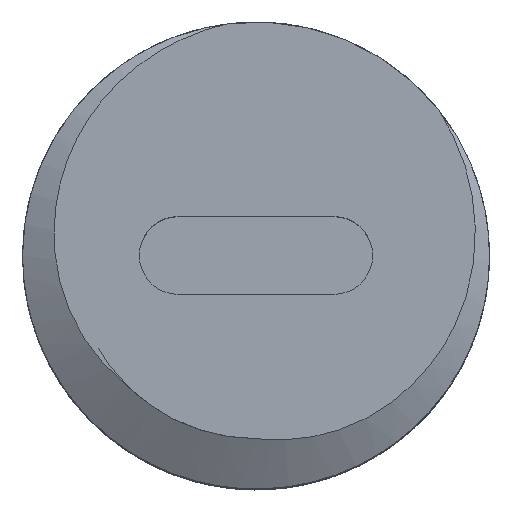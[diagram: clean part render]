
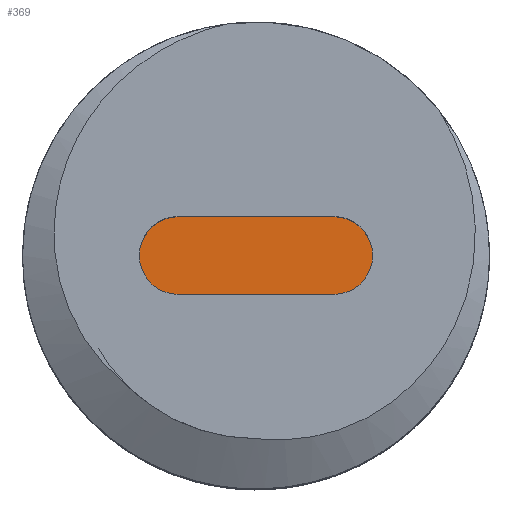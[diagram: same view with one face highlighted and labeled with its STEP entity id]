
A CAD part, top view. The second image highlights one B-rep face of the part: STEP entity #369.
In plain terms, the highlighted planar face has unit normal (0, 0, 1).
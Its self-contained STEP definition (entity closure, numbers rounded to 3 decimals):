
#24=PLANE('',#416);
#41=FACE_OUTER_BOUND('',#62,.T.);
#62=EDGE_LOOP('',(#289,#290,#291,#292));
#73=CIRCLE('',#411,0.5);
#75=CIRCLE('',#415,0.5);
#116=LINE('',#2539,#134);
#121=LINE('',#2552,#139);
#134=VECTOR('',#463,10.);
#139=VECTOR('',#476,10.);
#165=VERTEX_POINT('',#2536);
#166=VERTEX_POINT('',#2538);
#168=VERTEX_POINT('',#2544);
#170=VERTEX_POINT('',#2550);
#211=EDGE_CURVE('',#165,#166,#116,.T.);
#215=EDGE_CURVE('',#168,#165,#73,.T.);
#218=EDGE_CURVE('',#170,#168,#121,.T.);
#220=EDGE_CURVE('',#166,#170,#75,.T.);
#289=ORIENTED_EDGE('',*,*,#220,.F.);
#290=ORIENTED_EDGE('',*,*,#211,.F.);
#291=ORIENTED_EDGE('',*,*,#215,.F.);
#292=ORIENTED_EDGE('',*,*,#218,.F.);
#369=ADVANCED_FACE('',(#41),#24,.T.);
#411=AXIS2_PLACEMENT_3D('',#2546,#470,#471);
#415=AXIS2_PLACEMENT_3D('',#2555,#481,#482);
#416=AXIS2_PLACEMENT_3D('',#2556,#483,#484);
#463=DIRECTION('',(1.,0.,0.));
#470=DIRECTION('center_axis',(0.,0.,-1.));
#471=DIRECTION('ref_axis',(0.,1.,0.));
#476=DIRECTION('',(-1.,0.,0.));
#481=DIRECTION('center_axis',(0.,0.,-1.));
#482=DIRECTION('ref_axis',(0.,-1.,0.));
#483=DIRECTION('center_axis',(0.,0.,1.));
#484=DIRECTION('ref_axis',(1.,0.,0.));
#2536=CARTESIAN_POINT('',(-1.,0.5,-2.));
#2538=CARTESIAN_POINT('',(1.,0.5,-2.));
#2539=CARTESIAN_POINT('',(1.,0.5,-2.));
#2544=CARTESIAN_POINT('',(-1.,-0.5,-2.));
#2546=CARTESIAN_POINT('Origin',(-1.,0.,-2.));
#2550=CARTESIAN_POINT('',(1.,-0.5,-2.));
#2552=CARTESIAN_POINT('',(-1.,-0.5,-2.));
#2555=CARTESIAN_POINT('Origin',(1.,0.,-2.));
#2556=CARTESIAN_POINT('Origin',(0.,0.,-2.));
